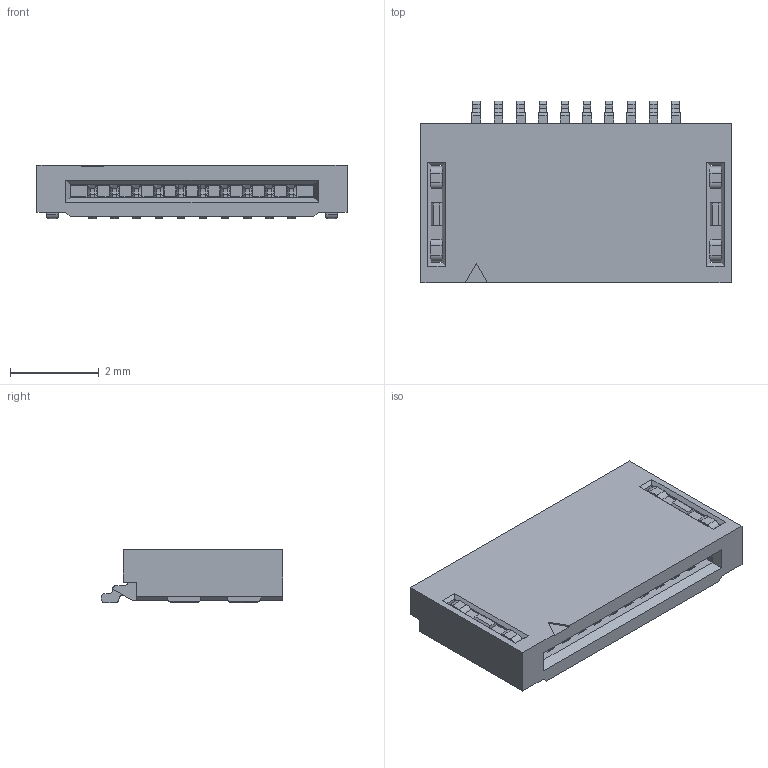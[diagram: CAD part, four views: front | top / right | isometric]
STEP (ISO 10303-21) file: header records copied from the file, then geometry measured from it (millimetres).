
FILE_DESCRIPTION(/* description */ ('Unknown'),/* implementation_level */ '2;1');
FILE_NAME(/* name */ '687110188722',/* time_stamp */ '2023-03-28T09:48:42+02:00',/* author */ ('Unknown'),/* organization */ ('Unknown'),/* preprocessor_version */ 'ST-DEVELOPER v18.102',/* originating_system */ 'Solid Edge',/* authorisation */ 'Unknown');
FILE_SCHEMA (('AUTOMOTIVE_DESIGN {1 0 10303 214 3 1 1}'));
Length unit declared in the file: millimetre
Products named in the file (5): 6871xx188722; 687110188722; 6871xx188722_Pin; 6871xx188722_Pin2; 6871xx188722_Pad
Assembly tree (13 placements, depth 2):
  6871xx188722
    687110188722
    6871xx188722_Pin  x5
    6871xx188722_Pin2  x5
    6871xx188722_Pad  x2
Bounding box: 7 x 4.1 x 1.2 mm (x, y, z)
Volume: 22 mm3; surface area: 218.6 mm2
Topology: 13 solids, 13 shells, 954 faces, 2535 edges, 1586 vertices
Faces by surface type: plane 600, cylinder 214, cone 140
Entity records: 13042 total; most frequent: CARTESIAN_POINT 2129, ORIENTED_EDGE 2118, DIRECTION 1977, EDGE_CURVE 1059, LINE 885, VECTOR 885, VERTEX_POINT 682, AXIS2_PLACEMENT_3D 546
